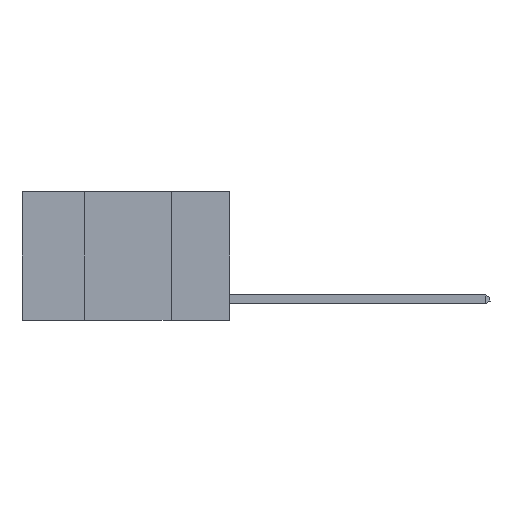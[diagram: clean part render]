
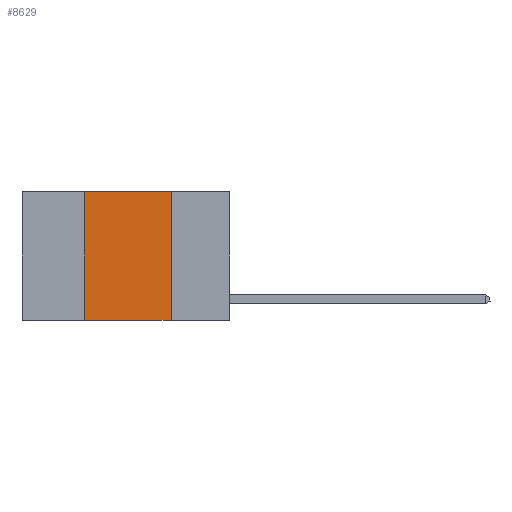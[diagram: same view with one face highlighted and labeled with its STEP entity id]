
A CAD part, left-side view. The second image highlights one B-rep face of the part: STEP entity #8629.
In plain terms, the highlighted planar face has unit normal (-1, 0, 0).
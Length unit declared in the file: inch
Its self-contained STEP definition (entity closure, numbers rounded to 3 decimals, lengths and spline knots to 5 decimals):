
#2006 = PLANE ( 'NONE',  #13543 ) ;
#2197 = DIRECTION ( 'NONE',  ( 0., 0., -1. ) ) ;
#2431 = LINE ( 'NONE', #3993, #3978 ) ;
#2827 = DIRECTION ( 'NONE',  ( 0., -1., 0. ) ) ;
#2979 = VERTEX_POINT ( 'NONE', #18787 ) ;
#3385 = CARTESIAN_POINT ( 'NONE',  ( 0., 0.6, 0. ) ) ;
#3902 = CARTESIAN_POINT ( 'NONE',  ( 0., 0.17, -0.37 ) ) ;
#3978 = VECTOR ( 'NONE', #4091, 39.37008 ) ;
#3993 = CARTESIAN_POINT ( 'NONE',  ( 0., 0.42, 0. ) ) ;
#4091 = DIRECTION ( 'NONE',  ( 0., 0., 1. ) ) ;
#4541 = VECTOR ( 'NONE', #2827, 39.37008 ) ;
#4929 = CARTESIAN_POINT ( 'NONE',  ( 0., 0.17, 0. ) ) ;
#5685 = VERTEX_POINT ( 'NONE', #8540 ) ;
#6343 = ORIENTED_EDGE ( 'NONE', *, *, #14056, .F. ) ;
#6566 = EDGE_CURVE ( 'NONE', #5685, #11487, #14692, .T. ) ;
#6613 = ORIENTED_EDGE ( 'NONE', *, *, #15156, .F. ) ;
#7770 = LINE ( 'NONE', #4929, #11177 ) ;
#7997 = VERTEX_POINT ( 'NONE', #3902 ) ;
#8540 = CARTESIAN_POINT ( 'NONE',  ( 0., 0.42, 0. ) ) ;
#8629 = ADVANCED_FACE ( 'NONE', ( #15470 ), #2006, .F. ) ;
#10163 = CARTESIAN_POINT ( 'NONE',  ( 0., 0.6, -0.37 ) ) ;
#10262 = LINE ( 'NONE', #10163, #4541 ) ;
#11177 = VECTOR ( 'NONE', #18295, 39.37008 ) ;
#11487 = VERTEX_POINT ( 'NONE', #12327 ) ;
#12327 = CARTESIAN_POINT ( 'NONE',  ( 0., 0.17, 0. ) ) ;
#12677 = ORIENTED_EDGE ( 'NONE', *, *, #6566, .F. ) ;
#12792 = CARTESIAN_POINT ( 'NONE',  ( 0., 0.6, 0. ) ) ;
#13543 = AXIS2_PLACEMENT_3D ( 'NONE', #3385, #17153, #2197 ) ;
#13587 = EDGE_LOOP ( 'NONE', ( #6613, #12677, #6343, #19364 ) ) ;
#14056 = EDGE_CURVE ( 'NONE', #2979, #5685, #2431, .T. ) ;
#14287 = DIRECTION ( 'NONE',  ( 0., -1., 0. ) ) ;
#14692 = LINE ( 'NONE', #12792, #17942 ) ;
#15156 = EDGE_CURVE ( 'NONE', #11487, #7997, #7770, .T. ) ;
#15470 = FACE_OUTER_BOUND ( 'NONE', #13587, .T. ) ;
#16993 = EDGE_CURVE ( 'NONE', #2979, #7997, #10262, .T. ) ;
#17153 = DIRECTION ( 'NONE',  ( 1., 0., 0. ) ) ;
#17942 = VECTOR ( 'NONE', #14287, 39.37008 ) ;
#18295 = DIRECTION ( 'NONE',  ( 0., 0., -1. ) ) ;
#18787 = CARTESIAN_POINT ( 'NONE',  ( 0., 0.42, -0.37 ) ) ;
#19364 = ORIENTED_EDGE ( 'NONE', *, *, #16993, .T. ) ;
